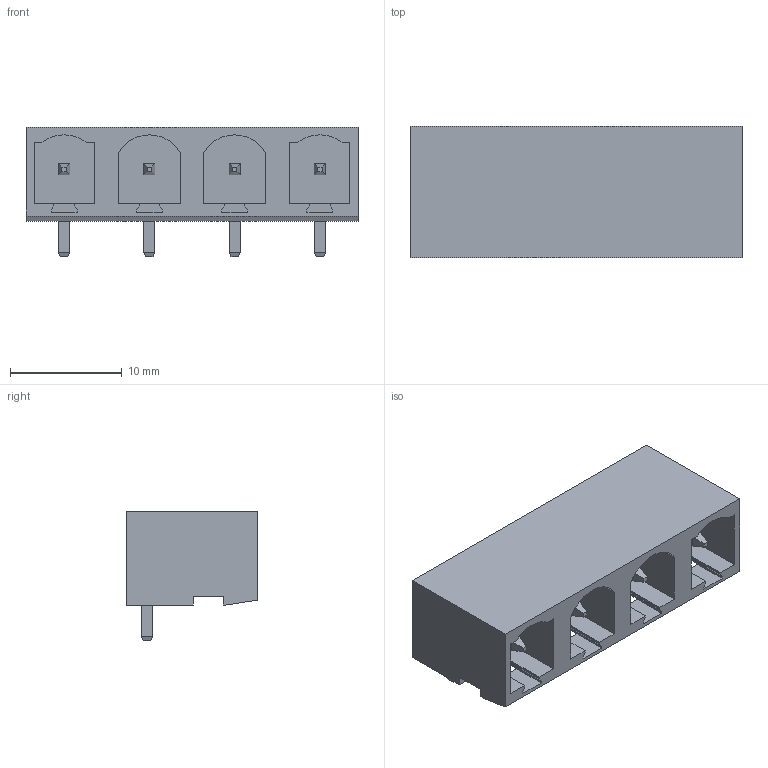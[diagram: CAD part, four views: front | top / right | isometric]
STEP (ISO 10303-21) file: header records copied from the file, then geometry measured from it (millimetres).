
FILE_DESCRIPTION(('CATIA V5 STEP Exchange','CAx-IF Rec.Pracs.--- Model Styling and Organization---1.2---2011-12-15'),'2;1');
FILE_NAME ('D1452192_0_1472510000_1472510000.stp','2018-11-15T17:09:52+00:00',('none'),('Weidmueller'),'CATIA Version 5-6 Release 2014','CATIA V5 STEP AP214','none');
FILE_SCHEMA(('AUTOMOTIVE_DESIGN { 1 0 10303 214 1 1 1 1 }'));
Length unit declared in the file: millimetre
Products named in the file (1): 1472510000
Bounding box: 29.66 x 11.75 x 11.6 mm (x, y, z)
Volume: 1748.6 mm3; surface area: 2543.7 mm2
Topology: 5 solids, 5 shells, 171 faces, 455 edges, 290 vertices
Faces by surface type: plane 151, cylinder 20
Entity records: 4577 total; most frequent: ORIENTED_EDGE 910, CARTESIAN_POINT 804, DIRECTION 571, EDGE_CURVE 423, VECTOR 367, LINE 367, VERTEX_POINT 258, EDGE_LOOP 183
